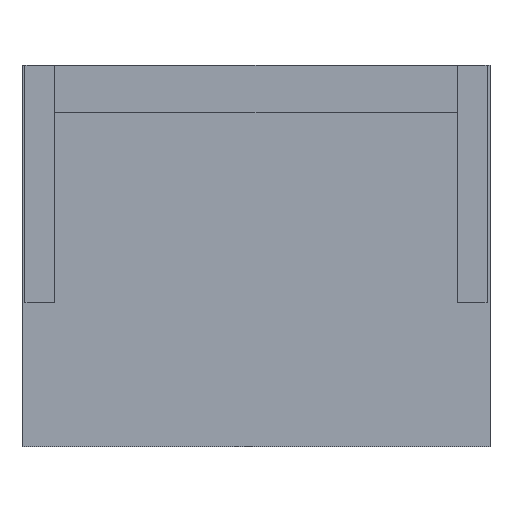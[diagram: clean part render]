
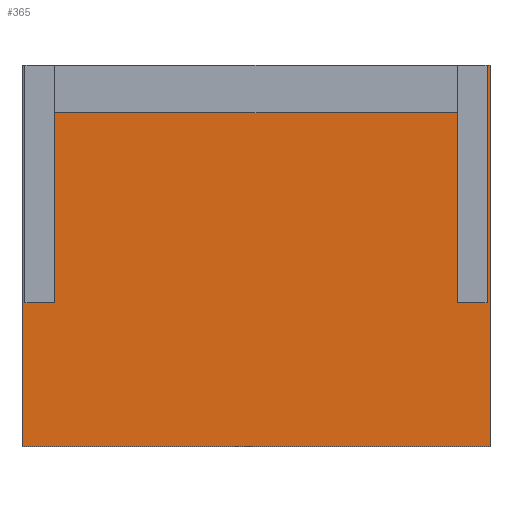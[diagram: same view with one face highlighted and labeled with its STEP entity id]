
A CAD part, front view. The second image highlights one B-rep face of the part: STEP entity #365.
In plain terms, the highlighted planar face has unit normal (0, -1, 0).
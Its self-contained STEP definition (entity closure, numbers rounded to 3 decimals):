
#365 = ADVANCED_FACE( '', ( #878 ), #879, .T. );
#878 = FACE_OUTER_BOUND( '', #1564, .T. );
#879 = PLANE( '', #1565 );
#1564 = EDGE_LOOP( '', ( #2544, #2545, #2546, #2547, #2548, #2549, #2550, #2551, #2552, #2553, #2554, #2555 ) );
#1565 = AXIS2_PLACEMENT_3D( '', #2556, #2557, #2558 );
#2544 = ORIENTED_EDGE( '', *, *, #4411, .T. );
#2545 = ORIENTED_EDGE( '', *, *, #4412, .F. );
#2546 = ORIENTED_EDGE( '', *, *, #4413, .F. );
#2547 = ORIENTED_EDGE( '', *, *, #4414, .F. );
#2548 = ORIENTED_EDGE( '', *, *, #4415, .T. );
#2549 = ORIENTED_EDGE( '', *, *, #4416, .F. );
#2550 = ORIENTED_EDGE( '', *, *, #4417, .F. );
#2551 = ORIENTED_EDGE( '', *, *, #4418, .T. );
#2552 = ORIENTED_EDGE( '', *, *, #4419, .T. );
#2553 = ORIENTED_EDGE( '', *, *, #4420, .F. );
#2554 = ORIENTED_EDGE( '', *, *, #4421, .F. );
#2555 = ORIENTED_EDGE( '', *, *, #4422, .F. );
#2556 = CARTESIAN_POINT( '', ( 7.88, -2.5, -6.425 ) );
#2557 = DIRECTION( '', ( 0., -1., 0. ) );
#2558 = DIRECTION( '', ( 0., 0., -1. ) );
#4411 = EDGE_CURVE( '', #5432, #5433, #5434, .T. );
#4412 = EDGE_CURVE( '', #5435, #5433, #5436, .T. );
#4413 = EDGE_CURVE( '', #5437, #5435, #5438, .T. );
#4414 = EDGE_CURVE( '', #5439, #5437, #5440, .T. );
#4415 = EDGE_CURVE( '', #5439, #5441, #5442, .T. );
#4416 = EDGE_CURVE( '', #5443, #5441, #5444, .T. );
#4417 = EDGE_CURVE( '', #5445, #5443, #5446, .T. );
#4418 = EDGE_CURVE( '', #5445, #5447, #5448, .T. );
#4419 = EDGE_CURVE( '', #5447, #5449, #5450, .T. );
#4420 = EDGE_CURVE( '', #5451, #5449, #5452, .T. );
#4421 = EDGE_CURVE( '', #5453, #5451, #5454, .T. );
#4422 = EDGE_CURVE( '', #5432, #5453, #5455, .T. );
#5432 = VERTEX_POINT( '', #6862 );
#5433 = VERTEX_POINT( '', #6863 );
#5434 = LINE( '', #6864, #6865 );
#5435 = VERTEX_POINT( '', #6866 );
#5436 = LINE( '', #6867, #6868 );
#5437 = VERTEX_POINT( '', #6869 );
#5438 = LINE( '', #6870, #6871 );
#5439 = VERTEX_POINT( '', #6872 );
#5440 = LINE( '', #6873, #6874 );
#5441 = VERTEX_POINT( '', #6875 );
#5442 = LINE( '', #6876, #6877 );
#5443 = VERTEX_POINT( '', #6878 );
#5444 = LINE( '', #6879, #6880 );
#5445 = VERTEX_POINT( '', #6881 );
#5446 = LINE( '', #6882, #6883 );
#5447 = VERTEX_POINT( '', #6884 );
#5448 = LINE( '', #6885, #6886 );
#5449 = VERTEX_POINT( '', #6887 );
#5450 = LINE( '', #6888, #6889 );
#5451 = VERTEX_POINT( '', #6890 );
#5452 = LINE( '', #6891, #6892 );
#5453 = VERTEX_POINT( '', #6893 );
#5454 = LINE( '', #6894, #6895 );
#5455 = LINE( '', #6896, #6897 );
#6862 = CARTESIAN_POINT( '', ( 6.78, -2.5, 4.825 ) );
#6863 = CARTESIAN_POINT( '', ( -6.78, -2.5, 4.825 ) );
#6864 = CARTESIAN_POINT( '', ( 6.78, -2.5, 4.825 ) );
#6865 = VECTOR( '', #8152, 1000. );
#6866 = CARTESIAN_POINT( '', ( -6.78, -2.5, -1.575 ) );
#6867 = CARTESIAN_POINT( '', ( -6.78, -2.5, -1.575 ) );
#6868 = VECTOR( '', #8153, 1000. );
#6869 = CARTESIAN_POINT( '', ( -7.78, -2.5, -1.575 ) );
#6870 = CARTESIAN_POINT( '', ( -7.78, -2.5, -1.575 ) );
#6871 = VECTOR( '', #8154, 1000. );
#6872 = CARTESIAN_POINT( '', ( -7.78, -2.5, 6.425 ) );
#6873 = CARTESIAN_POINT( '', ( -7.78, -2.5, 6.425 ) );
#6874 = VECTOR( '', #8155, 1000. );
#6875 = CARTESIAN_POINT( '', ( -7.88, -2.5, 6.425 ) );
#6876 = CARTESIAN_POINT( '', ( 7.88, -2.5, 6.425 ) );
#6877 = VECTOR( '', #8156, 1000. );
#6878 = CARTESIAN_POINT( '', ( -7.88, -2.5, -6.425 ) );
#6879 = CARTESIAN_POINT( '', ( -7.88, -2.5, -6.425 ) );
#6880 = VECTOR( '', #8157, 1000. );
#6881 = CARTESIAN_POINT( '', ( 7.88, -2.5, -6.425 ) );
#6882 = CARTESIAN_POINT( '', ( 7.88, -2.5, -6.425 ) );
#6883 = VECTOR( '', #8158, 1000. );
#6884 = CARTESIAN_POINT( '', ( 7.88, -2.5, 6.425 ) );
#6885 = CARTESIAN_POINT( '', ( 7.88, -2.5, -6.425 ) );
#6886 = VECTOR( '', #8159, 1000. );
#6887 = CARTESIAN_POINT( '', ( 7.78, -2.5, 6.425 ) );
#6888 = CARTESIAN_POINT( '', ( 7.88, -2.5, 6.425 ) );
#6889 = VECTOR( '', #8160, 1000. );
#6890 = CARTESIAN_POINT( '', ( 7.78, -2.5, -1.575 ) );
#6891 = CARTESIAN_POINT( '', ( 7.78, -2.5, -1.575 ) );
#6892 = VECTOR( '', #8161, 1000. );
#6893 = CARTESIAN_POINT( '', ( 6.78, -2.5, -1.575 ) );
#6894 = CARTESIAN_POINT( '', ( 6.78, -2.5, -1.575 ) );
#6895 = VECTOR( '', #8162, 1000. );
#6896 = CARTESIAN_POINT( '', ( 6.78, -2.5, 6.425 ) );
#6897 = VECTOR( '', #8163, 1000. );
#8152 = DIRECTION( '', ( -1., 0., 0. ) );
#8153 = DIRECTION( '', ( 0., 0., 1. ) );
#8154 = DIRECTION( '', ( 1., 0., 0. ) );
#8155 = DIRECTION( '', ( 0., 0., -1. ) );
#8156 = DIRECTION( '', ( -1., 0., 0. ) );
#8157 = DIRECTION( '', ( 0., 0., 1. ) );
#8158 = DIRECTION( '', ( -1., 0., 0. ) );
#8159 = DIRECTION( '', ( 0., 0., 1. ) );
#8160 = DIRECTION( '', ( -1., 0., 0. ) );
#8161 = DIRECTION( '', ( 0., 0., 1. ) );
#8162 = DIRECTION( '', ( 1., 0., 0. ) );
#8163 = DIRECTION( '', ( 0., 0., -1. ) );
